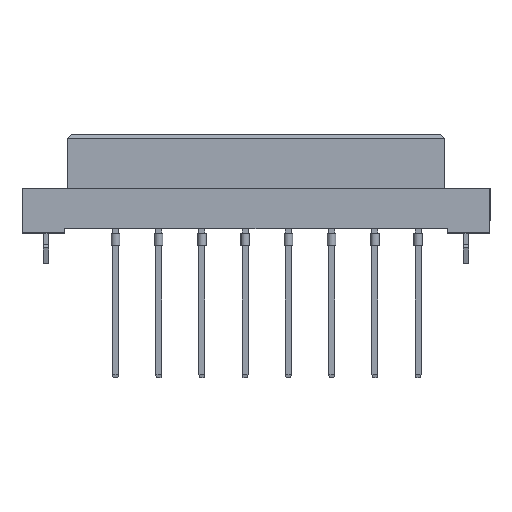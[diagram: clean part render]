
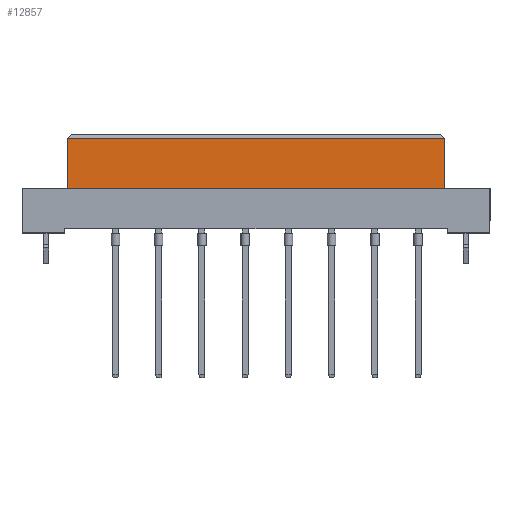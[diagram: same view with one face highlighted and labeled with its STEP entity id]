
A CAD part, top view. The second image highlights one B-rep face of the part: STEP entity #12857.
In plain terms, the highlighted planar face has unit normal (0, 0, 1).
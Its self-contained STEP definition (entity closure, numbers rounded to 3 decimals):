
#378 = AXIS2_PLACEMENT_3D ( 'NONE', #7074, #2309, #15334 ) ;
#512 = PLANE ( 'NONE',  #378 ) ;
#1583 = CARTESIAN_POINT ( 'NONE',  ( 22.2, -6.4, 4.25 ) ) ;
#1962 = DIRECTION ( 'NONE',  ( 0., 1., 0. ) ) ;
#2309 = DIRECTION ( 'NONE',  ( 0., 0., 1. ) ) ;
#3071 = CARTESIAN_POINT ( 'NONE',  ( -22.2, -6.4, 4.25 ) ) ;
#3109 = EDGE_CURVE ( 'NONE', #10572, #13522, #13776, .T. ) ;
#3557 = CARTESIAN_POINT ( 'NONE',  ( 22.2, -6.4, 4.25 ) ) ;
#5140 = CARTESIAN_POINT ( 'NONE',  ( 22.2, -6.4, 4.25 ) ) ;
#5471 = EDGE_CURVE ( 'NONE', #10339, #14637, #20165, .T. ) ;
#5580 = VECTOR ( 'NONE', #19064, 1000. ) ;
#5706 = ORIENTED_EDGE ( 'NONE', *, *, #3109, .F. ) ;
#5889 = CARTESIAN_POINT ( 'NONE',  ( -22.2, -0.5, 4.25 ) ) ;
#6221 = EDGE_CURVE ( 'NONE', #14637, #13522, #11831, .T. ) ;
#6441 = DIRECTION ( 'NONE',  ( 1., 0., 0. ) ) ;
#7074 = CARTESIAN_POINT ( 'NONE',  ( 22.2, -6.4, 4.25 ) ) ;
#7641 = ORIENTED_EDGE ( 'NONE', *, *, #5471, .T. ) ;
#7850 = VECTOR ( 'NONE', #1962, 1000. ) ;
#7972 = CARTESIAN_POINT ( 'NONE',  ( -22.2, -6.4, 4.25 ) ) ;
#10173 = VECTOR ( 'NONE', #6441, 1000. ) ;
#10211 = EDGE_LOOP ( 'NONE', ( #7641, #12483, #5706, #13374 ) ) ;
#10339 = VERTEX_POINT ( 'NONE', #5140 ) ;
#10568 = CARTESIAN_POINT ( 'NONE',  ( -22.2, -0.5, 4.25 ) ) ;
#10572 = VERTEX_POINT ( 'NONE', #7972 ) ;
#11831 = LINE ( 'NONE', #10568, #16953 ) ;
#12483 = ORIENTED_EDGE ( 'NONE', *, *, #6221, .T. ) ;
#12857 = ADVANCED_FACE ( 'NONE', ( #15120 ), #512, .T. ) ;
#13374 = ORIENTED_EDGE ( 'NONE', *, *, #20654, .T. ) ;
#13522 = VERTEX_POINT ( 'NONE', #5889 ) ;
#13776 = LINE ( 'NONE', #3071, #5580 ) ;
#14637 = VERTEX_POINT ( 'NONE', #17092 ) ;
#15120 = FACE_OUTER_BOUND ( 'NONE', #10211, .T. ) ;
#15334 = DIRECTION ( 'NONE',  ( 1., 0., 0. ) ) ;
#16953 = VECTOR ( 'NONE', #19985, 1000. ) ;
#17092 = CARTESIAN_POINT ( 'NONE',  ( 22.2, -0.5, 4.25 ) ) ;
#17675 = LINE ( 'NONE', #1583, #10173 ) ;
#19064 = DIRECTION ( 'NONE',  ( 0., 1., 0. ) ) ;
#19985 = DIRECTION ( 'NONE',  ( -1., 0., 0. ) ) ;
#20165 = LINE ( 'NONE', #3557, #7850 ) ;
#20654 = EDGE_CURVE ( 'NONE', #10572, #10339, #17675, .T. ) ;
